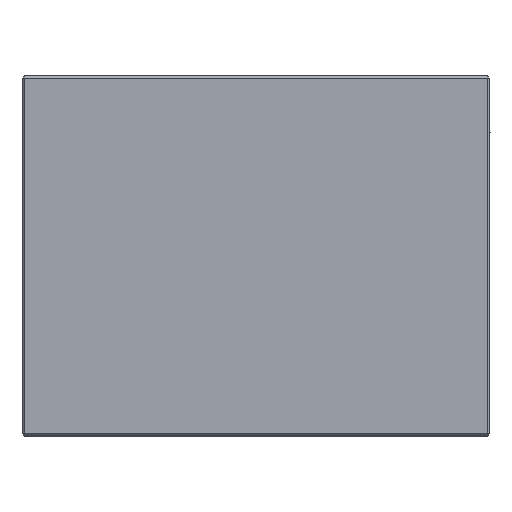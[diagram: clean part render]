
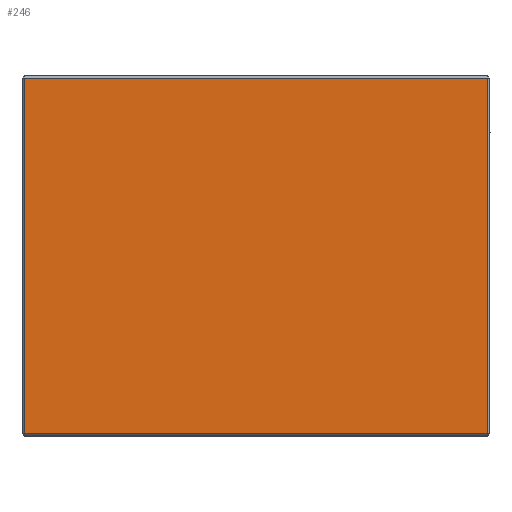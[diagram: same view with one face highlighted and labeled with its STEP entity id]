
A CAD part, top view. The second image highlights one B-rep face of the part: STEP entity #246.
In plain terms, the highlighted planar face has unit normal (0, 0, 1).
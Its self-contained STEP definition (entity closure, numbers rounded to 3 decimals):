
#221=FACE_OUTER_BOUND('',#749,.T.);
#246=ADVANCED_FACE('',(#221),#370,.F.);
#370=PLANE('',#1675);
#411=LINE('',#2455,#459);
#412=LINE('',#2458,#460);
#413=LINE('',#2460,#461);
#414=LINE('',#2462,#462);
#459=VECTOR('',#1944,1.);
#460=VECTOR('',#1945,1.);
#461=VECTOR('',#1946,1.);
#462=VECTOR('',#1947,1.);
#749=EDGE_LOOP('',(#987,#988,#989,#990));
#987=ORIENTED_EDGE('',*,*,#1438,.T.);
#988=ORIENTED_EDGE('',*,*,#1439,.T.);
#989=ORIENTED_EDGE('',*,*,#1440,.T.);
#990=ORIENTED_EDGE('',*,*,#1441,.T.);
#1285=VERTEX_POINT('',#2456);
#1286=VERTEX_POINT('',#2457);
#1287=VERTEX_POINT('',#2459);
#1288=VERTEX_POINT('',#2461);
#1438=EDGE_CURVE('',#1285,#1286,#411,.T.);
#1439=EDGE_CURVE('',#1286,#1287,#412,.T.);
#1440=EDGE_CURVE('',#1287,#1288,#413,.T.);
#1441=EDGE_CURVE('',#1288,#1285,#414,.T.);
#1675=AXIS2_PLACEMENT_3D('',#2463,#1948,#1949);
#1944=DIRECTION('',(0.,-1.,0.));
#1945=DIRECTION('',(1.,0.,0.));
#1946=DIRECTION('',(0.,1.,0.));
#1947=DIRECTION('',(-1.,0.,0.));
#1948=DIRECTION('',(0.,0.,-1.));
#1949=DIRECTION('',(-1.,0.,0.));
#2455=CARTESIAN_POINT('',(-193.,150.,150.));
#2456=CARTESIAN_POINT('',(-193.,148.,150.));
#2457=CARTESIAN_POINT('',(-193.,-148.,150.));
#2458=CARTESIAN_POINT('',(195.,-148.,150.));
#2459=CARTESIAN_POINT('',(193.,-148.,150.));
#2460=CARTESIAN_POINT('',(193.,150.,150.));
#2461=CARTESIAN_POINT('',(193.,148.,150.));
#2462=CARTESIAN_POINT('',(195.,148.,150.));
#2463=CARTESIAN_POINT('',(195.,150.,150.));
